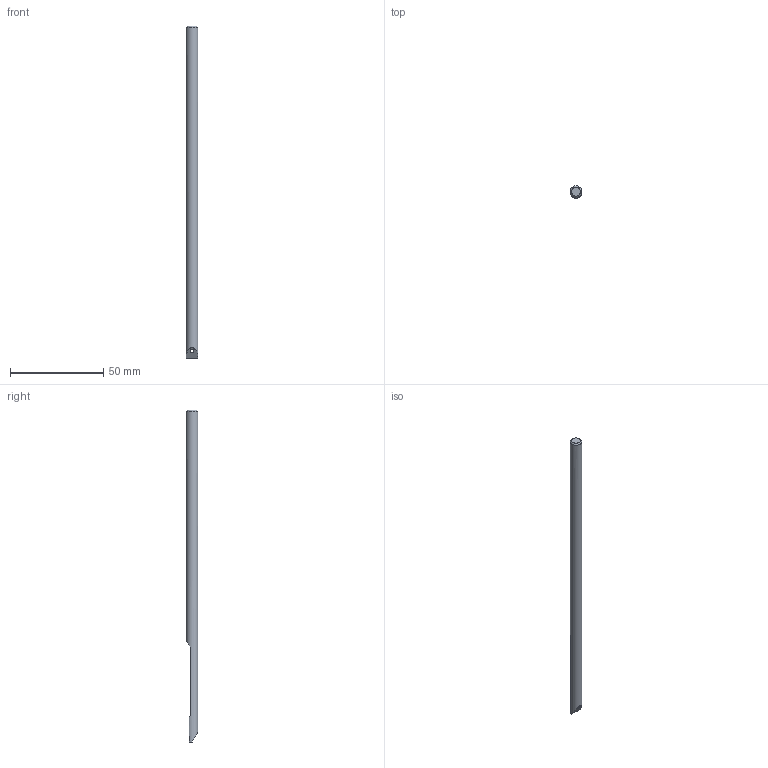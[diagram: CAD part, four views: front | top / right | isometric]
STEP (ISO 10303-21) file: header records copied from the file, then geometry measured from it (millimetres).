
FILE_DESCRIPTION(/* description */ ('NEUROPIXELS DOVE TAIL PROBE HOLDER '),/* implementation_level */ '2;1');
FILE_NAME(/* name */ 'J007778 NEUROPIXELS DOVE TAIL PROBE HOLDER Rev A.stp',/* time_stamp */ '2019-01-28T10:30:32-05:00',/* author */ ('arnoldj'),/* organization */ (''),/* preprocessor_version */ 'ST-DEVELOPER v17',/* originating_system */ 'Autodesk Inventor 2018',/* authorisation */ '');
FILE_SCHEMA (('AUTOMOTIVE_DESIGN { 1 0 10303 214 3 1 1 }'));
Length unit declared in the file: inch
Products named in the file (1): J007778
Bounding box: 6.35 x 6.35 x 177.8 mm (x, y, z)
Volume: 5052 mm3; surface area: 3516.5 mm2
Topology: 1 solids, 1 shells, 20 faces, 54 edges, 36 vertices
Faces by surface type: plane 15, cylinder 4, cone 1
Full cylindrical faces by diameter (mm): 2.007 x1, 6.35 x1
Entity records: 683 total; most frequent: DIRECTION 116, CARTESIAN_POINT 111, ORIENTED_EDGE 108, EDGE_CURVE 54, AXIS2_PLACEMENT_3D 41, VERTEX_POINT 36, LINE 34, VECTOR 34
